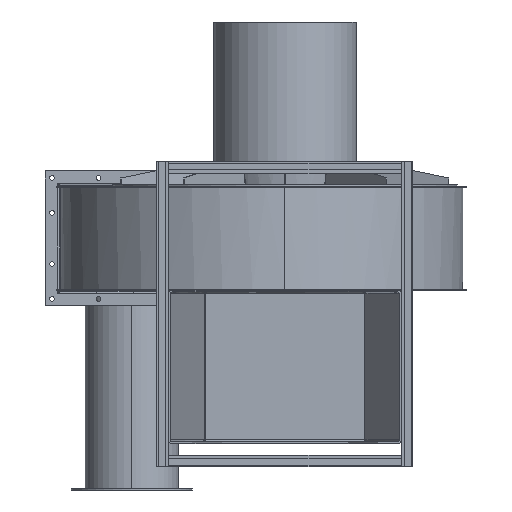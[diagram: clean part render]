
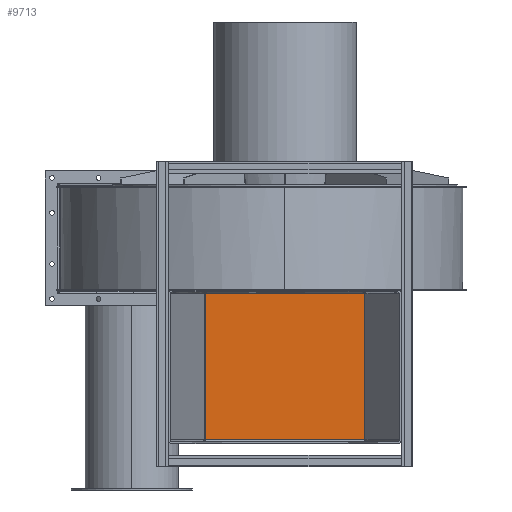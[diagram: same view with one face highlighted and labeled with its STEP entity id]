
A CAD part, front view. The second image highlights one B-rep face of the part: STEP entity #9713.
In plain terms, the highlighted free-form (B-spline) face has degree [1, 1] with [2, 2] control points.
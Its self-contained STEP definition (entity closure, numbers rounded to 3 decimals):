
#9396 = VERTEX_POINT('',#9397);
#9397 = CARTESIAN_POINT('',(153.674,198.365,
    373.781));
#9432 = VERTEX_POINT('',#9433);
#9433 = CARTESIAN_POINT('',(506.812,198.365,
    373.781));
#9668 = VERTEX_POINT('',#9669);
#9669 = CARTESIAN_POINT('',(153.674,198.365,
    697.549));
#9675 = EDGE_CURVE('',#9396,#9668,#9676,.T.);
#9676 = B_SPLINE_CURVE_WITH_KNOTS('',1,(#9677,#9678),.UNSPECIFIED.,.F.,
  .F.,(2,2),(8.,322.),.PIECEWISE_BEZIER_KNOTS.);
#9677 = CARTESIAN_POINT('',(153.674,198.365,
    373.781));
#9678 = CARTESIAN_POINT('',(153.674,198.365,
    697.549));
#9713 = ADVANCED_FACE('',(#9714),#9734,.T.);
#9714 = FACE_BOUND('',#9715,.T.);
#9715 = EDGE_LOOP('',(#9716,#9723,#9728,#9729));
#9716 = ORIENTED_EDGE('',*,*,#9717,.T.);
#9717 = EDGE_CURVE('',#9432,#9718,#9720,.T.);
#9718 = VERTEX_POINT('',#9719);
#9719 = CARTESIAN_POINT('',(506.812,198.365,
    697.549));
#9720 = B_SPLINE_CURVE_WITH_KNOTS('',1,(#9721,#9722),.UNSPECIFIED.,.F.,
  .F.,(2,2),(8.,322.),.PIECEWISE_BEZIER_KNOTS.);
#9721 = CARTESIAN_POINT('',(506.812,198.365,
    373.781));
#9722 = CARTESIAN_POINT('',(506.812,198.365,
    697.549));
#9723 = ORIENTED_EDGE('',*,*,#9724,.F.);
#9724 = EDGE_CURVE('',#9668,#9718,#9725,.T.);
#9725 = B_SPLINE_CURVE_WITH_KNOTS('',1,(#9726,#9727),.UNSPECIFIED.,.F.,
  .F.,(2,2),(0.,342.484),.PIECEWISE_BEZIER_KNOTS.);
#9726 = CARTESIAN_POINT('',(153.674,198.365,
    697.549));
#9727 = CARTESIAN_POINT('',(506.812,198.365,
    697.549));
#9728 = ORIENTED_EDGE('',*,*,#9675,.F.);
#9729 = ORIENTED_EDGE('',*,*,#9730,.F.);
#9730 = EDGE_CURVE('',#9432,#9396,#9731,.T.);
#9731 = B_SPLINE_CURVE_WITH_KNOTS('',1,(#9732,#9733),.UNSPECIFIED.,.F.,
  .F.,(2,2),(0.,342.484),.PIECEWISE_BEZIER_KNOTS.);
#9732 = CARTESIAN_POINT('',(506.812,198.365,
    373.781));
#9733 = CARTESIAN_POINT('',(153.674,198.365,
    373.781));
#9734 = B_SPLINE_SURFACE_WITH_KNOTS('',1,1,(
    (#9735,#9736)
    ,(#9737,#9738
    )),.UNSPECIFIED.,.F.,.F.,.F.,(2,2),(2,2),(-322.,-8.),(3.758
    ,346.242),.PIECEWISE_BEZIER_KNOTS.);
#9735 = CARTESIAN_POINT('',(153.674,198.365,
    697.549));
#9736 = CARTESIAN_POINT('',(506.812,198.365,
    697.549));
#9737 = CARTESIAN_POINT('',(153.674,198.365,
    373.781));
#9738 = CARTESIAN_POINT('',(506.812,198.365,
    373.781));
